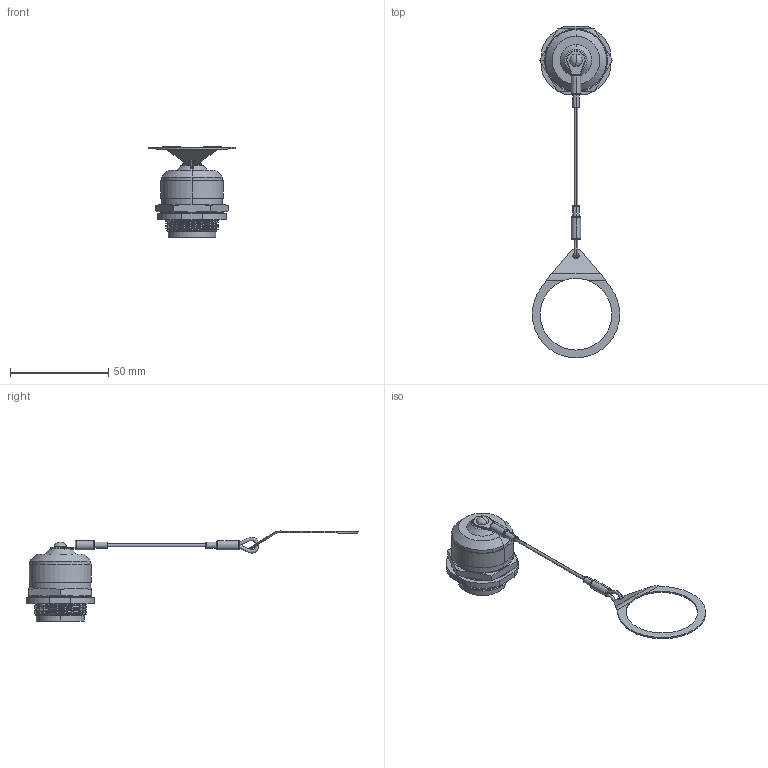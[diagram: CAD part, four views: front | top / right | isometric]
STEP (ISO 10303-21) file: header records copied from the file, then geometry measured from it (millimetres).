
FILE_DESCRIPTION (( 'STEP AP214' ), '1' );
FILE_NAME ('ECSK2109U00.STEP', '2018-02-12T14:54:57', ( '' ), ( '' ), 'SwSTEP 2.0', 'SolidWorks 2017', '' );
FILE_SCHEMA (( 'AUTOMOTIVE_DESIGN' ));
Length unit declared in the file: inch
Products named in the file (7): 3AB10-038; ECRK0103U00; 3AB10-043-MA2; 3AB10-043-MA1; ECSK2109U00; 3AB10-036-MA3; 3AB10-036-MA2
Assembly tree (6 placements, depth 3):
  ECSK2109U00
    ECRK0103U00
      3AB10-043-MA1
      3AB10-043-MA2
    3AB10-038
    3AB10-036-MA2
    3AB10-036-MA3
Bounding box: 44.6 x 169.38 x 45.92 mm (x, y, z)
Volume: 26258.4 mm3; surface area: 16104.8 mm2
Topology: 7 solids, 7 shells, 366 faces, 937 edges, 598 vertices
Faces by surface type: plane 156, cylinder 122, cone 39, torus 25, bspline 24
Entity records: 25398 total; most frequent: CARTESIAN_POINT 14771, ORIENTED_EDGE 1870, DIRECTION 1589, EDGE_CURVE 935, VERTEX_POINT 598, AXIS2_PLACEMENT_3D 566, LINE 457, VECTOR 457
